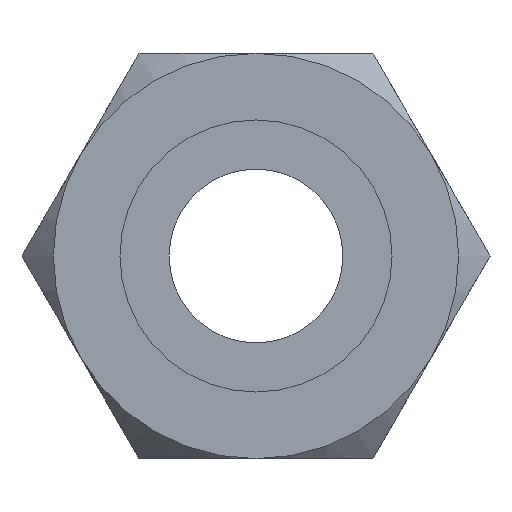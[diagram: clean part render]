
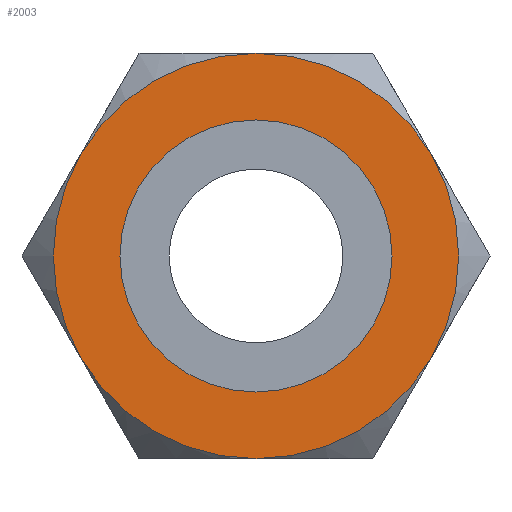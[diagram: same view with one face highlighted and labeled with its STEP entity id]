
A CAD part, left-side view. The second image highlights one B-rep face of the part: STEP entity #2003.
In plain terms, the highlighted planar face has unit normal (-1, 0, 0).
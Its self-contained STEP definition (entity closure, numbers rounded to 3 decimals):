
#173 = DIRECTION ( 'NONE',  ( 0., 0., -1. ) ) ;
#348 = EDGE_CURVE ( 'NONE', #1597, #3415, #1473, .T. ) ;
#384 = CARTESIAN_POINT ( 'NONE',  ( 13., 0., 0. ) ) ;
#434 = AXIS2_PLACEMENT_3D ( 'NONE', #1455, #5075, #4630 ) ;
#447 = DIRECTION ( 'NONE',  ( 0., 0., -1. ) ) ;
#474 = DIRECTION ( 'NONE',  ( 1., 0., 0. ) ) ;
#476 = ORIENTED_EDGE ( 'NONE', *, *, #5799, .F. ) ;
#506 = EDGE_LOOP ( 'NONE', ( #3302, #3217, #4321, #476, #4298, #1204 ) ) ;
#515 = VERTEX_POINT ( 'NONE', #2571 ) ;
#541 = PLANE ( 'NONE',  #5082 ) ;
#612 = CARTESIAN_POINT ( 'NONE',  ( 13., 0., 0. ) ) ;
#740 = CARTESIAN_POINT ( 'NONE',  ( 13., -6.062, -3.5 ) ) ;
#804 = AXIS2_PLACEMENT_3D ( 'NONE', #384, #5850, #1790 ) ;
#1070 = CIRCLE ( 'NONE', #804, 4.7 ) ;
#1183 = EDGE_LOOP ( 'NONE', ( #4888, #2303 ) ) ;
#1204 = ORIENTED_EDGE ( 'NONE', *, *, #2653, .F. ) ;
#1284 = EDGE_CURVE ( 'NONE', #3415, #1597, #1070, .T. ) ;
#1389 = AXIS2_PLACEMENT_3D ( 'NONE', #612, #2418, #173 ) ;
#1455 = CARTESIAN_POINT ( 'NONE',  ( 13., 0., 0. ) ) ;
#1473 = CIRCLE ( 'NONE', #3610, 4.7 ) ;
#1509 = CARTESIAN_POINT ( 'NONE',  ( 13., 0., -7. ) ) ;
#1597 = VERTEX_POINT ( 'NONE', #4742 ) ;
#1790 = DIRECTION ( 'NONE',  ( 0., 0., 1. ) ) ;
#1949 = DIRECTION ( 'NONE',  ( 1., 0., 0. ) ) ;
#2003 = ADVANCED_FACE ( 'NONE', ( #2840, #4531 ), #541, .F. ) ;
#2112 = DIRECTION ( 'NONE',  ( 1., 0., 0. ) ) ;
#2142 = CARTESIAN_POINT ( 'NONE',  ( 13., 0., 0. ) ) ;
#2149 = AXIS2_PLACEMENT_3D ( 'NONE', #4783, #1949, #5589 ) ;
#2303 = ORIENTED_EDGE ( 'NONE', *, *, #348, .F. ) ;
#2418 = DIRECTION ( 'NONE',  ( 1., 0., 0. ) ) ;
#2571 = CARTESIAN_POINT ( 'NONE',  ( 13., 6.062, 3.5 ) ) ;
#2597 = DIRECTION ( 'NONE',  ( -1., 0., 0. ) ) ;
#2653 = EDGE_CURVE ( 'NONE', #5202, #515, #2967, .T. ) ;
#2660 = DIRECTION ( 'NONE',  ( 0., 0., 1. ) ) ;
#2663 = CARTESIAN_POINT ( 'NONE',  ( 13., 0., 0. ) ) ;
#2840 = FACE_BOUND ( 'NONE', #1183, .T. ) ;
#2967 = CIRCLE ( 'NONE', #434, 7. ) ;
#3185 = CARTESIAN_POINT ( 'NONE',  ( 13., 0., 0. ) ) ;
#3193 = CARTESIAN_POINT ( 'NONE',  ( 13., 6.062, -3.5 ) ) ;
#3217 = ORIENTED_EDGE ( 'NONE', *, *, #5542, .F. ) ;
#3302 = ORIENTED_EDGE ( 'NONE', *, *, #4992, .F. ) ;
#3415 = VERTEX_POINT ( 'NONE', #3921 ) ;
#3610 = AXIS2_PLACEMENT_3D ( 'NONE', #2142, #2597, #2660 ) ;
#3748 = DIRECTION ( 'NONE',  ( 0., 0., -1. ) ) ;
#3856 = DIRECTION ( 'NONE',  ( -1., 0., 0. ) ) ;
#3919 = CIRCLE ( 'NONE', #1389, 7. ) ;
#3921 = CARTESIAN_POINT ( 'NONE',  ( 13., 0., 4.7 ) ) ;
#4088 = VERTEX_POINT ( 'NONE', #1509 ) ;
#4111 = AXIS2_PLACEMENT_3D ( 'NONE', #5132, #3856, #4692 ) ;
#4298 = ORIENTED_EDGE ( 'NONE', *, *, #5805, .T. ) ;
#4321 = ORIENTED_EDGE ( 'NONE', *, *, #5322, .F. ) ;
#4508 = CIRCLE ( 'NONE', #4111, 7. ) ;
#4531 = FACE_OUTER_BOUND ( 'NONE', #506, .T. ) ;
#4534 = VERTEX_POINT ( 'NONE', #5530 ) ;
#4630 = DIRECTION ( 'NONE',  ( 0., 0., -1. ) ) ;
#4692 = DIRECTION ( 'NONE',  ( 0., 0., 1. ) ) ;
#4742 = CARTESIAN_POINT ( 'NONE',  ( 13., 0., -4.7 ) ) ;
#4773 = VERTEX_POINT ( 'NONE', #4959 ) ;
#4783 = CARTESIAN_POINT ( 'NONE',  ( 13., 0., 0. ) ) ;
#4888 = ORIENTED_EDGE ( 'NONE', *, *, #1284, .F. ) ;
#4898 = AXIS2_PLACEMENT_3D ( 'NONE', #2663, #2112, #5711 ) ;
#4959 = CARTESIAN_POINT ( 'NONE',  ( 13., 0., 7. ) ) ;
#4992 = EDGE_CURVE ( 'NONE', #4088, #5202, #3919, .T. ) ;
#4999 = CIRCLE ( 'NONE', #5099, 7. ) ;
#5075 = DIRECTION ( 'NONE',  ( 1., 0., 0. ) ) ;
#5082 = AXIS2_PLACEMENT_3D ( 'NONE', #3185, #5091, #3748 ) ;
#5091 = DIRECTION ( 'NONE',  ( 1., 0., 0. ) ) ;
#5099 = AXIS2_PLACEMENT_3D ( 'NONE', #5499, #474, #447 ) ;
#5132 = CARTESIAN_POINT ( 'NONE',  ( 13., 0., 0. ) ) ;
#5188 = CIRCLE ( 'NONE', #2149, 7. ) ;
#5202 = VERTEX_POINT ( 'NONE', #3193 ) ;
#5322 = EDGE_CURVE ( 'NONE', #4534, #5412, #5577, .T. ) ;
#5412 = VERTEX_POINT ( 'NONE', #740 ) ;
#5499 = CARTESIAN_POINT ( 'NONE',  ( 13., 0., 0. ) ) ;
#5530 = CARTESIAN_POINT ( 'NONE',  ( 13., -6.062, 3.5 ) ) ;
#5542 = EDGE_CURVE ( 'NONE', #5412, #4088, #4999, .T. ) ;
#5577 = CIRCLE ( 'NONE', #4898, 7. ) ;
#5589 = DIRECTION ( 'NONE',  ( 0., 0., -1. ) ) ;
#5711 = DIRECTION ( 'NONE',  ( 0., 0., -1. ) ) ;
#5799 = EDGE_CURVE ( 'NONE', #4773, #4534, #5188, .T. ) ;
#5805 = EDGE_CURVE ( 'NONE', #4773, #515, #4508, .T. ) ;
#5850 = DIRECTION ( 'NONE',  ( -1., 0., 0. ) ) ;
